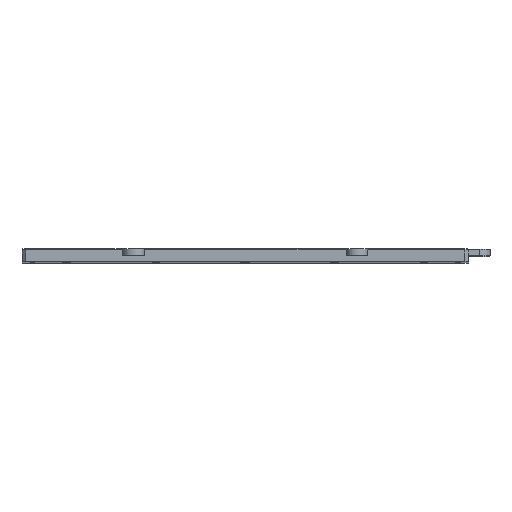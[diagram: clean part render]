
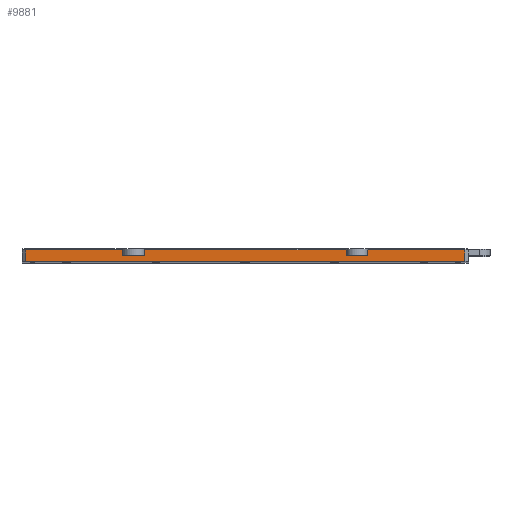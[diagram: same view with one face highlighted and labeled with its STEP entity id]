
A CAD part, top view. The second image highlights one B-rep face of the part: STEP entity #9881.
In plain terms, the highlighted planar face has unit normal (0, 0, 1).
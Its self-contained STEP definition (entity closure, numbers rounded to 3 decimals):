
#681=PLANE('',#10371);
#1129=FACE_OUTER_BOUND('',#1810,.T.);
#1810=EDGE_LOOP('',(#8723,#8724,#8725,#8726,#8727,#8728,#8729,#8730,#8731,
#8732,#8733,#8734));
#2485=LINE('',#18237,#3289);
#2509=LINE('',#18284,#3313);
#2558=LINE('',#18395,#3362);
#2565=LINE('',#18411,#3369);
#2574=LINE('',#18432,#3378);
#2623=LINE('',#18538,#3427);
#2625=LINE('',#18545,#3429);
#2627=LINE('',#18548,#3431);
#2631=LINE('',#18689,#3435);
#2632=LINE('',#18691,#3436);
#2633=LINE('',#18693,#3437);
#2634=LINE('',#18694,#3438);
#3289=VECTOR('',#11442,10.);
#3313=VECTOR('',#11484,10.);
#3362=VECTOR('',#11601,10.);
#3369=VECTOR('',#11618,10.);
#3378=VECTOR('',#11643,10.);
#3427=VECTOR('',#11752,10.);
#3429=VECTOR('',#11760,10.);
#3431=VECTOR('',#11764,10.);
#3435=VECTOR('',#11904,10.);
#3436=VECTOR('',#11907,10.);
#3437=VECTOR('',#11908,10.);
#3438=VECTOR('',#11909,10.);
#4732=VERTEX_POINT('',#18230);
#4734=VERTEX_POINT('',#18235);
#4745=VERTEX_POINT('',#18274);
#4747=VERTEX_POINT('',#18280);
#4776=VERTEX_POINT('',#18394);
#4777=VERTEX_POINT('',#18398);
#4780=VERTEX_POINT('',#18410);
#4782=VERTEX_POINT('',#18420);
#4811=VERTEX_POINT('',#18536);
#4813=VERTEX_POINT('',#18544);
#4882=VERTEX_POINT('',#18687);
#4883=VERTEX_POINT('',#18692);
#5982=EDGE_CURVE('',#4734,#4732,#2485,.T.);
#6006=EDGE_CURVE('',#4745,#4747,#2509,.T.);
#6061=EDGE_CURVE('',#4776,#4745,#2558,.T.);
#6069=EDGE_CURVE('',#4780,#4777,#2565,.T.);
#6080=EDGE_CURVE('',#4732,#4782,#2574,.T.);
#6136=EDGE_CURVE('',#4776,#4811,#2623,.T.);
#6139=EDGE_CURVE('',#4813,#4777,#2625,.T.);
#6141=EDGE_CURVE('',#4747,#4734,#2627,.T.);
#6212=EDGE_CURVE('',#4780,#4882,#2631,.T.);
#6213=EDGE_CURVE('',#4811,#4813,#2632,.T.);
#6214=EDGE_CURVE('',#4882,#4883,#2633,.T.);
#6215=EDGE_CURVE('',#4883,#4782,#2634,.T.);
#8723=ORIENTED_EDGE('',*,*,#6006,.F.);
#8724=ORIENTED_EDGE('',*,*,#6061,.F.);
#8725=ORIENTED_EDGE('',*,*,#6136,.T.);
#8726=ORIENTED_EDGE('',*,*,#6213,.T.);
#8727=ORIENTED_EDGE('',*,*,#6139,.T.);
#8728=ORIENTED_EDGE('',*,*,#6069,.F.);
#8729=ORIENTED_EDGE('',*,*,#6212,.T.);
#8730=ORIENTED_EDGE('',*,*,#6214,.T.);
#8731=ORIENTED_EDGE('',*,*,#6215,.T.);
#8732=ORIENTED_EDGE('',*,*,#6080,.F.);
#8733=ORIENTED_EDGE('',*,*,#5982,.F.);
#8734=ORIENTED_EDGE('',*,*,#6141,.F.);
#9881=ADVANCED_FACE('',(#1129),#681,.T.);
#10371=AXIS2_PLACEMENT_3D('',#18690,#11905,#11906);
#11442=DIRECTION('',(0.,1.,0.));
#11484=DIRECTION('',(0.,-1.,0.));
#11601=DIRECTION('',(1.,0.,0.));
#11618=DIRECTION('',(1.,0.,0.));
#11643=DIRECTION('',(1.,0.,0.));
#11752=DIRECTION('',(0.,-1.,0.));
#11760=DIRECTION('',(0.,1.,0.));
#11764=DIRECTION('',(-1.,0.,0.));
#11904=DIRECTION('',(0.,-1.,0.));
#11905=DIRECTION('center_axis',(0.,0.,1.));
#11906=DIRECTION('ref_axis',(1.,0.,0.));
#11907=DIRECTION('',(-1.,0.,0.));
#11908=DIRECTION('',(-1.,0.,0.));
#11909=DIRECTION('',(0.,1.,0.));
#18230=CARTESIAN_POINT('',(2.,6.5,500.));
#18235=CARTESIAN_POINT('',(2.,0.,500.));
#18237=CARTESIAN_POINT('',(2.,0.,500.));
#18274=CARTESIAN_POINT('',(248.,6.5,500.));
#18280=CARTESIAN_POINT('',(248.,0.,500.));
#18284=CARTESIAN_POINT('',(248.,0.,500.));
#18394=CARTESIAN_POINT('',(193.5,6.5,500.));
#18395=CARTESIAN_POINT('',(62.5,6.5,500.));
#18398=CARTESIAN_POINT('',(181.5,6.5,500.));
#18410=CARTESIAN_POINT('',(68.5,6.5,500.));
#18411=CARTESIAN_POINT('',(62.5,6.5,500.));
#18420=CARTESIAN_POINT('',(56.5,6.5,500.));
#18432=CARTESIAN_POINT('',(62.5,6.5,500.));
#18536=CARTESIAN_POINT('',(193.5,3.5,500.));
#18538=CARTESIAN_POINT('',(193.5,3.5,500.));
#18544=CARTESIAN_POINT('',(181.5,3.5,500.));
#18545=CARTESIAN_POINT('',(181.5,3.5,500.));
#18548=CARTESIAN_POINT('',(250.,0.,500.));
#18687=CARTESIAN_POINT('',(68.5,3.5,500.));
#18689=CARTESIAN_POINT('',(68.5,3.5,500.));
#18690=CARTESIAN_POINT('Origin',(0.,0.,500.));
#18691=CARTESIAN_POINT('',(93.75,3.5,500.));
#18692=CARTESIAN_POINT('',(56.5,3.5,500.));
#18693=CARTESIAN_POINT('',(31.25,3.5,500.));
#18694=CARTESIAN_POINT('',(56.5,3.5,500.));
